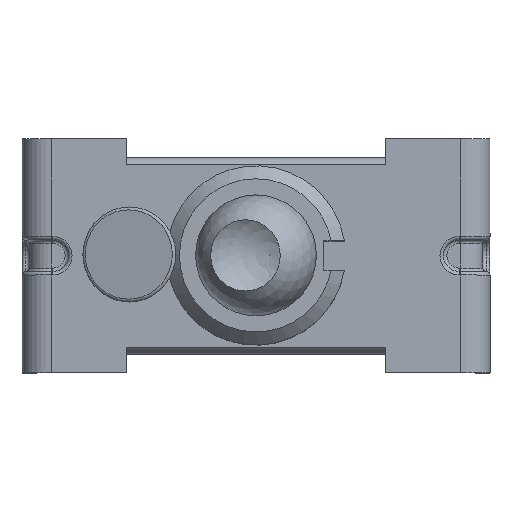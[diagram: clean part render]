
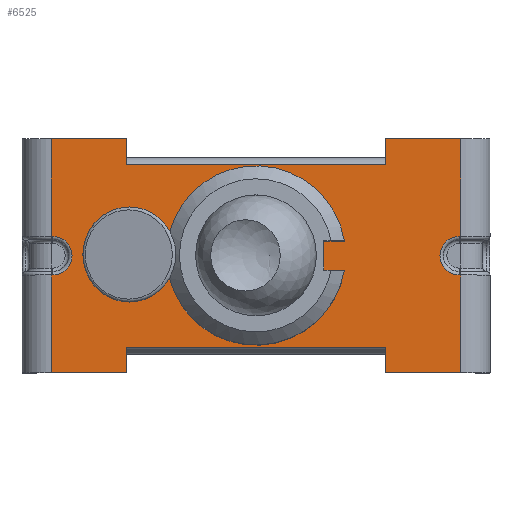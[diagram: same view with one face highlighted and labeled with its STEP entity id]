
A CAD part, top view. The second image highlights one B-rep face of the part: STEP entity #6525.
In plain terms, the highlighted planar face has unit normal (0, 0, 1).
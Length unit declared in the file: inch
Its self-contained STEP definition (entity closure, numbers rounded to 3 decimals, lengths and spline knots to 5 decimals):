
#63=FACE_BOUND('',#2522,.T.);
#380=PLANE('',#7181);
#414=LINE('',#9231,#1079);
#417=LINE('',#9239,#1082);
#419=LINE('',#9253,#1084);
#784=LINE('',#10162,#1449);
#845=LINE('',#10346,#1510);
#866=LINE('',#10473,#1531);
#871=LINE('',#10493,#1536);
#872=LINE('',#10500,#1537);
#896=LINE('',#10582,#1561);
#918=LINE('',#10746,#1583);
#941=LINE('',#10808,#1606);
#942=LINE('',#10819,#1607);
#953=LINE('',#10842,#1618);
#957=LINE('',#10849,#1622);
#959=LINE('',#10854,#1624);
#963=LINE('',#10863,#1628);
#966=LINE('',#10867,#1631);
#968=LINE('',#10870,#1633);
#970=LINE('',#10875,#1635);
#974=LINE('',#10882,#1639);
#976=LINE('',#10885,#1641);
#1079=VECTOR('',#7278,0.3937);
#1082=VECTOR('',#7283,0.3937);
#1084=VECTOR('',#7295,0.3937);
#1449=VECTOR('',#8182,0.3937);
#1510=VECTOR('',#8341,0.3937);
#1531=VECTOR('',#8478,0.3937);
#1536=VECTOR('',#8503,0.3937);
#1537=VECTOR('',#8514,0.3937);
#1561=VECTOR('',#8610,0.3937);
#1583=VECTOR('',#8736,0.3937);
#1606=VECTOR('',#8791,0.3937);
#1607=VECTOR('',#8810,0.3937);
#1618=VECTOR('',#8841,0.3937);
#1622=VECTOR('',#8847,0.3937);
#1624=VECTOR('',#8851,0.3937);
#1628=VECTOR('',#8857,0.3937);
#1631=VECTOR('',#8862,0.3937);
#1633=VECTOR('',#8866,0.3937);
#1635=VECTOR('',#8870,0.3937);
#1639=VECTOR('',#8876,0.3937);
#1641=VECTOR('',#8880,0.3937);
#2122=FACE_OUTER_BOUND('',#2521,.T.);
#2521=EDGE_LOOP('',(#5990,#5991,#5992,#5993,#5994,#5995,#5996,#5997,#5998,
#5999,#6000,#6001,#6002,#6003,#6004,#6005,#6006,#6007,#6008,#6009));
#2522=EDGE_LOOP('',(#6010,#6011,#6012,#6013));
#2570=CIRCLE('',#6606,0.12244);
#2702=CIRCLE('',#6994,0.02638);
#2759=CIRCLE('',#7105,0.02638);
#2804=VERTEX_POINT('',#9219);
#2805=VERTEX_POINT('',#9221);
#2808=VERTEX_POINT('',#9228);
#2809=VERTEX_POINT('',#9230);
#3092=VERTEX_POINT('',#10150);
#3097=VERTEX_POINT('',#10160);
#3170=VERTEX_POINT('',#10342);
#3171=VERTEX_POINT('',#10344);
#3198=VERTEX_POINT('',#10470);
#3199=VERTEX_POINT('',#10472);
#3204=VERTEX_POINT('',#10492);
#3205=VERTEX_POINT('',#10496);
#3225=VERTEX_POINT('',#10576);
#3227=VERTEX_POINT('',#10580);
#3260=VERTEX_POINT('',#10743);
#3284=VERTEX_POINT('',#10807);
#3285=VERTEX_POINT('',#10813);
#3287=VERTEX_POINT('',#10840);
#3288=VERTEX_POINT('',#10845);
#3291=VERTEX_POINT('',#10852);
#3294=VERTEX_POINT('',#10860);
#3295=VERTEX_POINT('',#10862);
#3297=VERTEX_POINT('',#10874);
#3299=VERTEX_POINT('',#10880);
#3370=EDGE_CURVE('',#2804,#2805,#2570,.T.);
#3374=EDGE_CURVE('',#2808,#2809,#414,.T.);
#3378=EDGE_CURVE('',#2809,#2804,#417,.T.);
#3384=EDGE_CURVE('',#2805,#2808,#419,.T.);
#3834=EDGE_CURVE('',#3097,#3092,#784,.T.);
#3925=EDGE_CURVE('',#3170,#3171,#845,.T.);
#3979=EDGE_CURVE('',#3199,#3198,#866,.T.);
#3989=EDGE_CURVE('',#3170,#3204,#871,.T.);
#3991=EDGE_CURVE('',#3204,#3205,#2702,.T.);
#3993=EDGE_CURVE('',#3205,#3198,#872,.T.);
#4033=EDGE_CURVE('',#3225,#3227,#896,.T.);
#4090=EDGE_CURVE('',#3097,#3260,#918,.T.);
#4122=EDGE_CURVE('',#3225,#3284,#941,.T.);
#4125=EDGE_CURVE('',#3284,#3285,#2759,.T.);
#4128=EDGE_CURVE('',#3285,#3260,#942,.T.);
#4139=EDGE_CURVE('',#3287,#3227,#953,.T.);
#4143=EDGE_CURVE('',#3199,#3288,#957,.T.);
#4145=EDGE_CURVE('',#3291,#3171,#959,.T.);
#4149=EDGE_CURVE('',#3295,#3294,#963,.T.);
#4152=EDGE_CURVE('',#3294,#3288,#966,.T.);
#4154=EDGE_CURVE('',#3287,#3295,#968,.T.);
#4156=EDGE_CURVE('',#3297,#3092,#970,.T.);
#4160=EDGE_CURVE('',#3291,#3299,#974,.T.);
#4162=EDGE_CURVE('',#3299,#3297,#976,.T.);
#5990=ORIENTED_EDGE('',*,*,#4160,.T.);
#5991=ORIENTED_EDGE('',*,*,#4162,.T.);
#5992=ORIENTED_EDGE('',*,*,#4156,.T.);
#5993=ORIENTED_EDGE('',*,*,#3834,.F.);
#5994=ORIENTED_EDGE('',*,*,#4090,.T.);
#5995=ORIENTED_EDGE('',*,*,#4128,.F.);
#5996=ORIENTED_EDGE('',*,*,#4125,.F.);
#5997=ORIENTED_EDGE('',*,*,#4122,.F.);
#5998=ORIENTED_EDGE('',*,*,#4033,.T.);
#5999=ORIENTED_EDGE('',*,*,#4139,.F.);
#6000=ORIENTED_EDGE('',*,*,#4154,.T.);
#6001=ORIENTED_EDGE('',*,*,#4149,.T.);
#6002=ORIENTED_EDGE('',*,*,#4152,.T.);
#6003=ORIENTED_EDGE('',*,*,#4143,.F.);
#6004=ORIENTED_EDGE('',*,*,#3979,.T.);
#6005=ORIENTED_EDGE('',*,*,#3993,.F.);
#6006=ORIENTED_EDGE('',*,*,#3991,.F.);
#6007=ORIENTED_EDGE('',*,*,#3989,.F.);
#6008=ORIENTED_EDGE('',*,*,#3925,.T.);
#6009=ORIENTED_EDGE('',*,*,#4145,.F.);
#6010=ORIENTED_EDGE('',*,*,#3378,.F.);
#6011=ORIENTED_EDGE('',*,*,#3374,.F.);
#6012=ORIENTED_EDGE('',*,*,#3384,.F.);
#6013=ORIENTED_EDGE('',*,*,#3370,.F.);
#6525=ADVANCED_FACE('',(#2122,#63),#380,.T.);
#6606=AXIS2_PLACEMENT_3D('',#9222,#7271,#7272);
#6994=AXIS2_PLACEMENT_3D('',#10497,#8508,#8509);
#7105=AXIS2_PLACEMENT_3D('',#10814,#8800,#8801);
#7181=AXIS2_PLACEMENT_3D('',#11001,#9027,#9028);
#7271=DIRECTION('center_axis',(0.,0.,
1.));
#7272=DIRECTION('ref_axis',(0.986,0.164,0.));
#7278=DIRECTION('',(0.,1.,0.));
#7283=DIRECTION('',(1.,0.,0.));
#7295=DIRECTION('',(-1.,0.,0.));
#8182=DIRECTION('',(1.,0.,0.));
#8341=DIRECTION('',(0.,1.,0.));
#8478=DIRECTION('',(0.,1.,0.));
#8503=DIRECTION('',(-1.,0.,0.));
#8508=DIRECTION('center_axis',(0.,0.,
1.));
#8509=DIRECTION('ref_axis',(-1.,0.,0.));
#8514=DIRECTION('',(1.,0.,0.));
#8610=DIRECTION('',(0.,-1.,0.));
#8736=DIRECTION('',(0.,-1.,0.));
#8791=DIRECTION('',(1.,0.,0.));
#8800=DIRECTION('center_axis',(0.,0.,
1.));
#8801=DIRECTION('ref_axis',(1.,0.,0.));
#8810=DIRECTION('',(-1.,0.,0.));
#8841=DIRECTION('',(-1.,0.,0.));
#8847=DIRECTION('',(-1.,0.,0.));
#8851=DIRECTION('',(1.,0.,0.));
#8857=DIRECTION('',(1.,0.,0.));
#8862=DIRECTION('',(0.,-1.,0.));
#8866=DIRECTION('',(0.,1.,0.));
#8870=DIRECTION('',(0.,1.,0.));
#8876=DIRECTION('',(0.,-1.,0.));
#8880=DIRECTION('',(-1.,0.,0.));
#9027=DIRECTION('center_axis',(0.,0.,
1.));
#9028=DIRECTION('ref_axis',(1.,0.,0.));
#9219=CARTESIAN_POINT('',(0.12078,0.02008,0.37008));
#9221=CARTESIAN_POINT('',(0.12078,-0.02008,0.37008));
#9222=CARTESIAN_POINT('Origin',(0.,0.,
0.37008));
#9228=CARTESIAN_POINT('',(0.09283,-0.02008,0.37008));
#9230=CARTESIAN_POINT('',(0.09283,0.02008,0.37008));
#9231=CARTESIAN_POINT('',(0.09283,-0.02008,0.37008));
#9239=CARTESIAN_POINT('',(0.09283,0.02008,0.37008));
#9253=CARTESIAN_POINT('',(0.12078,-0.02008,0.37008));
#10150=CARTESIAN_POINT('',(-0.17717,0.16004,0.37008));
#10160=CARTESIAN_POINT('',(-0.27992,0.16004,0.37008));
#10162=CARTESIAN_POINT('',(-0.32008,0.16004,0.37008));
#10342=CARTESIAN_POINT('',(0.27992,0.02638,0.37008));
#10344=CARTESIAN_POINT('',(0.27992,0.16004,0.37008));
#10346=CARTESIAN_POINT('',(0.27992,-0.08002,0.37008));
#10470=CARTESIAN_POINT('',(0.27992,-0.02638,0.37008));
#10472=CARTESIAN_POINT('',(0.27992,-0.16004,0.37008));
#10473=CARTESIAN_POINT('',(0.27992,-0.08002,0.37008));
#10492=CARTESIAN_POINT('',(0.27795,0.02638,0.37008));
#10493=CARTESIAN_POINT('',(0.16004,0.02638,0.37008));
#10496=CARTESIAN_POINT('',(0.27795,-0.02638,0.37008));
#10497=CARTESIAN_POINT('Origin',(0.27795,0.,
0.37008));
#10500=CARTESIAN_POINT('',(0.16004,-0.02638,0.37008));
#10576=CARTESIAN_POINT('',(-0.27992,-0.02638,0.37008));
#10580=CARTESIAN_POINT('',(-0.27992,-0.16004,0.37008));
#10582=CARTESIAN_POINT('',(-0.27992,0.08002,0.37008));
#10743=CARTESIAN_POINT('',(-0.27992,0.02638,0.37008));
#10746=CARTESIAN_POINT('',(-0.27992,0.08002,0.37008));
#10807=CARTESIAN_POINT('',(-0.27795,-0.02638,0.37008));
#10808=CARTESIAN_POINT('',(-0.16004,-0.02638,0.37008));
#10813=CARTESIAN_POINT('',(-0.27795,0.02638,0.37008));
#10814=CARTESIAN_POINT('Origin',(-0.27795,0.,
0.37008));
#10819=CARTESIAN_POINT('',(-0.16004,0.02638,0.37008));
#10840=CARTESIAN_POINT('',(-0.17717,-0.16004,0.37008));
#10842=CARTESIAN_POINT('',(0.32008,-0.16004,0.37008));
#10845=CARTESIAN_POINT('',(0.17717,-0.16004,0.37008));
#10849=CARTESIAN_POINT('',(0.32008,-0.16004,0.37008));
#10852=CARTESIAN_POINT('',(0.17717,0.16004,0.37008));
#10854=CARTESIAN_POINT('',(-0.32008,0.16004,0.37008));
#10860=CARTESIAN_POINT('',(0.17717,-0.12539,0.37008));
#10862=CARTESIAN_POINT('',(-0.17717,-0.12539,0.37008));
#10863=CARTESIAN_POINT('',(0.08858,-0.12539,0.37008));
#10867=CARTESIAN_POINT('',(0.17717,-0.08002,0.37008));
#10870=CARTESIAN_POINT('',(-0.17717,-0.0627,0.37008));
#10874=CARTESIAN_POINT('',(-0.17717,0.12539,0.37008));
#10875=CARTESIAN_POINT('',(-0.17717,0.08002,0.37008));
#10880=CARTESIAN_POINT('',(0.17717,0.12539,0.37008));
#10882=CARTESIAN_POINT('',(0.17717,0.0627,0.37008));
#10885=CARTESIAN_POINT('',(-0.08858,0.12539,0.37008));
#11001=CARTESIAN_POINT('Origin',(0.,0.,
0.37008));
